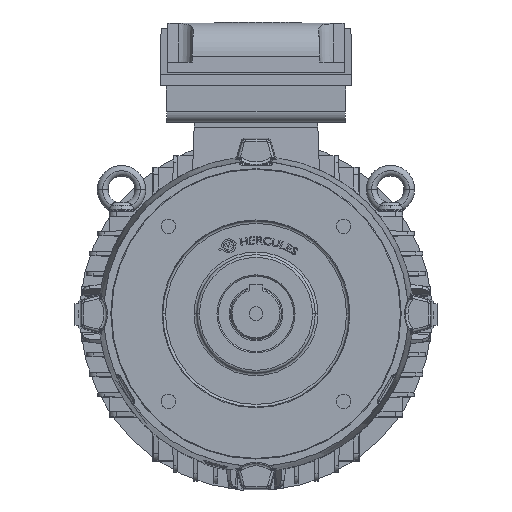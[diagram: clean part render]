
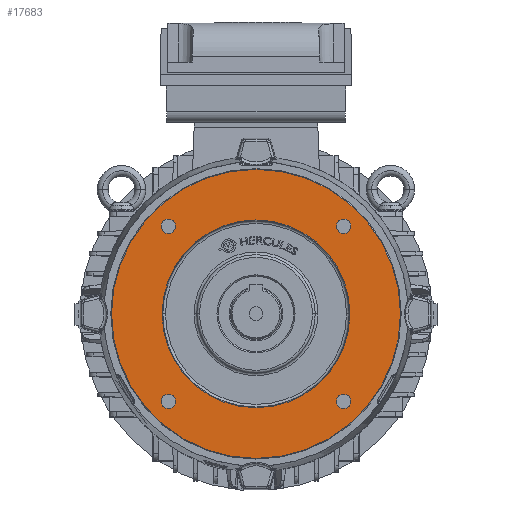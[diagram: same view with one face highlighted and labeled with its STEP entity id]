
A CAD part, top view. The second image highlights one B-rep face of the part: STEP entity #17683.
In plain terms, the highlighted planar face has unit normal (0, 0, 1).
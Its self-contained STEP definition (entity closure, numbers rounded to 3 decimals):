
#2640 = VERTEX_POINT ( 'NONE', #65455 ) ;
#4024 = EDGE_LOOP ( 'NONE', ( #59187, #14728 ) ) ;
#4681 = ORIENTED_EDGE ( 'NONE', *, *, #82734, .T. ) ;
#6001 = AXIS2_PLACEMENT_3D ( 'NONE', #52026, #46535, #45308 ) ;
#7522 = CARTESIAN_POINT ( 'NONE',  ( 65.125, 65.125, 62.5 ) ) ;
#8140 = CARTESIAN_POINT ( 'NONE',  ( 65.125, -65.125, 62.5 ) ) ;
#9177 = DIRECTION ( 'NONE',  ( -1., 0., 0. ) ) ;
#9211 = EDGE_CURVE ( 'NONE', #17906, #46496, #78268, .T. ) ;
#9846 = EDGE_CURVE ( 'NONE', #24921, #39410, #76942, .T. ) ;
#10176 = AXIS2_PLACEMENT_3D ( 'NONE', #51276, #13027, #56313 ) ;
#10200 = CIRCLE ( 'NONE', #74619, 5.358 ) ;
#11569 = EDGE_CURVE ( 'NONE', #32303, #25364, #58132, .T. ) ;
#11666 = CARTESIAN_POINT ( 'NONE',  ( 0., 0., 62.5 ) ) ;
#11682 = DIRECTION ( 'NONE',  ( -1., 0., 0. ) ) ;
#13027 = DIRECTION ( 'NONE',  ( 0., 0., -1. ) ) ;
#14728 = ORIENTED_EDGE ( 'NONE', *, *, #44986, .T. ) ;
#15040 = DIRECTION ( 'NONE',  ( -1., 0., 0. ) ) ;
#15085 = EDGE_LOOP ( 'NONE', ( #47310, #27628 ) ) ;
#15463 = DIRECTION ( 'NONE',  ( 0., 0., -1. ) ) ;
#15506 = CARTESIAN_POINT ( 'NONE',  ( -65.125, 65.125, 62.5 ) ) ;
#16813 = DIRECTION ( 'NONE',  ( 0., 0., -1. ) ) ;
#17683 = ADVANCED_FACE ( 'NONE', ( #43179, #17986, #44451, #43609, #82293, #51178 ), #50337, .F. ) ;
#17906 = VERTEX_POINT ( 'NONE', #47335 ) ;
#17986 = FACE_BOUND ( 'NONE', #41172, .T. ) ;
#18602 = EDGE_CURVE ( 'NONE', #25364, #32303, #62606, .T. ) ;
#19288 = CARTESIAN_POINT ( 'NONE',  ( -69.781, 0., 62.5 ) ) ;
#19510 = DIRECTION ( 'NONE',  ( -1., 0., 0. ) ) ;
#19676 = ORIENTED_EDGE ( 'NONE', *, *, #9846, .T. ) ;
#19744 = EDGE_CURVE ( 'NONE', #2640, #26268, #21135, .T. ) ;
#20560 = AXIS2_PLACEMENT_3D ( 'NONE', #63975, #38369, #31651 ) ;
#21135 = CIRCLE ( 'NONE', #30539, 69.781 ) ;
#21883 = AXIS2_PLACEMENT_3D ( 'NONE', #74390, #16813, #68079 ) ;
#24921 = VERTEX_POINT ( 'NONE', #66774 ) ;
#25364 = VERTEX_POINT ( 'NONE', #74129 ) ;
#26268 = VERTEX_POINT ( 'NONE', #19288 ) ;
#27628 = ORIENTED_EDGE ( 'NONE', *, *, #18602, .T. ) ;
#28763 = DIRECTION ( 'NONE',  ( 0., 0., 1. ) ) ;
#30026 = VERTEX_POINT ( 'NONE', #82117 ) ;
#30539 = AXIS2_PLACEMENT_3D ( 'NONE', #11666, #37735, #62912 ) ;
#31651 = DIRECTION ( 'NONE',  ( -1., 0., 0. ) ) ;
#32303 = VERTEX_POINT ( 'NONE', #68915 ) ;
#32441 = CARTESIAN_POINT ( 'NONE',  ( -107.45, 0., 62.5 ) ) ;
#32684 = DIRECTION ( 'NONE',  ( -1., 0., 0. ) ) ;
#34227 = CARTESIAN_POINT ( 'NONE',  ( 0., 0., 62.5 ) ) ;
#36188 = ORIENTED_EDGE ( 'NONE', *, *, #43340, .T. ) ;
#37022 = ORIENTED_EDGE ( 'NONE', *, *, #9211, .T. ) ;
#37735 = DIRECTION ( 'NONE',  ( 0., 0., -1. ) ) ;
#38369 = DIRECTION ( 'NONE',  ( 0., 0., -1. ) ) ;
#38655 = AXIS2_PLACEMENT_3D ( 'NONE', #69258, #70085, #11682 ) ;
#38798 = CIRCLE ( 'NONE', #72378, 5.358 ) ;
#39203 = ORIENTED_EDGE ( 'NONE', *, *, #75592, .T. ) ;
#39410 = VERTEX_POINT ( 'NONE', #32441 ) ;
#39695 = CIRCLE ( 'NONE', #10176, 5.358 ) ;
#40059 = DIRECTION ( 'NONE',  ( -1., 0., 0. ) ) ;
#40882 = DIRECTION ( 'NONE',  ( 0., 0., -1. ) ) ;
#41138 = DIRECTION ( 'NONE',  ( 0., 0., -1. ) ) ;
#41172 = EDGE_LOOP ( 'NONE', ( #39203, #37022 ) ) ;
#43179 = FACE_OUTER_BOUND ( 'NONE', #45620, .T. ) ;
#43340 = EDGE_CURVE ( 'NONE', #26268, #2640, #62279, .T. ) ;
#43609 = FACE_BOUND ( 'NONE', #15085, .T. ) ;
#44451 = FACE_BOUND ( 'NONE', #4024, .T. ) ;
#44708 = DIRECTION ( 'NONE',  ( 0., 0., -1. ) ) ;
#44837 = CARTESIAN_POINT ( 'NONE',  ( 0., 0., 62.5 ) ) ;
#44986 = EDGE_CURVE ( 'NONE', #70700, #66344, #39695, .T. ) ;
#45308 = DIRECTION ( 'NONE',  ( -1., 0., 0. ) ) ;
#45620 = EDGE_LOOP ( 'NONE', ( #4681, #19676 ) ) ;
#46496 = VERTEX_POINT ( 'NONE', #46511 ) ;
#46511 = CARTESIAN_POINT ( 'NONE',  ( 59.766, 65.125, 62.5 ) ) ;
#46535 = DIRECTION ( 'NONE',  ( 0., 0., -1. ) ) ;
#46897 = CARTESIAN_POINT ( 'NONE',  ( -70.483, 65.125, 62.5 ) ) ;
#47310 = ORIENTED_EDGE ( 'NONE', *, *, #11569, .T. ) ;
#47335 = CARTESIAN_POINT ( 'NONE',  ( 70.483, 65.125, 62.5 ) ) ;
#49607 = CARTESIAN_POINT ( 'NONE',  ( 59.766, -65.125, 62.5 ) ) ;
#49748 = EDGE_LOOP ( 'NONE', ( #54911, #75927 ) ) ;
#49776 = EDGE_CURVE ( 'NONE', #66344, #70700, #83067, .T. ) ;
#50337 = PLANE ( 'NONE',  #38655 ) ;
#51178 = FACE_BOUND ( 'NONE', #63236, .T. ) ;
#51276 = CARTESIAN_POINT ( 'NONE',  ( -65.125, 65.125, 62.5 ) ) ;
#52026 = CARTESIAN_POINT ( 'NONE',  ( 0., 0., 62.5 ) ) ;
#53937 = DIRECTION ( 'NONE',  ( -1., 0., 0. ) ) ;
#54032 = CARTESIAN_POINT ( 'NONE',  ( -59.766, 65.125, 62.5 ) ) ;
#54911 = ORIENTED_EDGE ( 'NONE', *, *, #72317, .T. ) ;
#56313 = DIRECTION ( 'NONE',  ( -1., 0., 0. ) ) ;
#58132 = CIRCLE ( 'NONE', #20560, 5.358 ) ;
#59187 = ORIENTED_EDGE ( 'NONE', *, *, #49776, .T. ) ;
#60385 = ORIENTED_EDGE ( 'NONE', *, *, #19744, .T. ) ;
#62279 = CIRCLE ( 'NONE', #6001, 69.781 ) ;
#62606 = CIRCLE ( 'NONE', #69352, 5.358 ) ;
#62912 = DIRECTION ( 'NONE',  ( -1., 0., 0. ) ) ;
#63236 = EDGE_LOOP ( 'NONE', ( #60385, #36188 ) ) ;
#63975 = CARTESIAN_POINT ( 'NONE',  ( -65.125, -65.125, 62.5 ) ) ;
#64020 = CARTESIAN_POINT ( 'NONE',  ( 65.125, -65.125, 62.5 ) ) ;
#64858 = AXIS2_PLACEMENT_3D ( 'NONE', #34227, #28763, #53937 ) ;
#65455 = CARTESIAN_POINT ( 'NONE',  ( 69.781, 0., 62.5 ) ) ;
#66344 = VERTEX_POINT ( 'NONE', #46897 ) ;
#66774 = CARTESIAN_POINT ( 'NONE',  ( 107.45, 0., 62.5 ) ) ;
#68079 = DIRECTION ( 'NONE',  ( -1., 0., 0. ) ) ;
#68915 = CARTESIAN_POINT ( 'NONE',  ( -70.483, -65.125, 62.5 ) ) ;
#69258 = CARTESIAN_POINT ( 'NONE',  ( 0., 107.95, 62.5 ) ) ;
#69352 = AXIS2_PLACEMENT_3D ( 'NONE', #73031, #15463, #9177 ) ;
#69499 = AXIS2_PLACEMENT_3D ( 'NONE', #8140, #40882, #40059 ) ;
#70085 = DIRECTION ( 'NONE',  ( 0., 0., -1. ) ) ;
#70700 = VERTEX_POINT ( 'NONE', #54032 ) ;
#71327 = DIRECTION ( 'NONE',  ( 0., 0., 1. ) ) ;
#72201 = CIRCLE ( 'NONE', #69499, 5.358 ) ;
#72317 = EDGE_CURVE ( 'NONE', #78618, #30026, #10200, .T. ) ;
#72378 = AXIS2_PLACEMENT_3D ( 'NONE', #7522, #74264, #15040 ) ;
#72440 = EDGE_CURVE ( 'NONE', #30026, #78618, #72201, .T. ) ;
#73031 = CARTESIAN_POINT ( 'NONE',  ( -65.125, -65.125, 62.5 ) ) ;
#74129 = CARTESIAN_POINT ( 'NONE',  ( -59.766, -65.125, 62.5 ) ) ;
#74264 = DIRECTION ( 'NONE',  ( 0., 0., -1. ) ) ;
#74390 = CARTESIAN_POINT ( 'NONE',  ( 65.125, 65.125, 62.5 ) ) ;
#74619 = AXIS2_PLACEMENT_3D ( 'NONE', #64020, #44708, #19510 ) ;
#75008 = AXIS2_PLACEMENT_3D ( 'NONE', #15506, #41138, #78172 ) ;
#75592 = EDGE_CURVE ( 'NONE', #46496, #17906, #38798, .T. ) ;
#75598 = CIRCLE ( 'NONE', #64858, 107.45 ) ;
#75927 = ORIENTED_EDGE ( 'NONE', *, *, #72440, .T. ) ;
#76942 = CIRCLE ( 'NONE', #82346, 107.45 ) ;
#78172 = DIRECTION ( 'NONE',  ( -1., 0., 0. ) ) ;
#78268 = CIRCLE ( 'NONE', #21883, 5.358 ) ;
#78618 = VERTEX_POINT ( 'NONE', #49607 ) ;
#82117 = CARTESIAN_POINT ( 'NONE',  ( 70.483, -65.125, 62.5 ) ) ;
#82293 = FACE_BOUND ( 'NONE', #49748, .T. ) ;
#82346 = AXIS2_PLACEMENT_3D ( 'NONE', #44837, #71327, #32684 ) ;
#82734 = EDGE_CURVE ( 'NONE', #39410, #24921, #75598, .T. ) ;
#83067 = CIRCLE ( 'NONE', #75008, 5.358 ) ;
